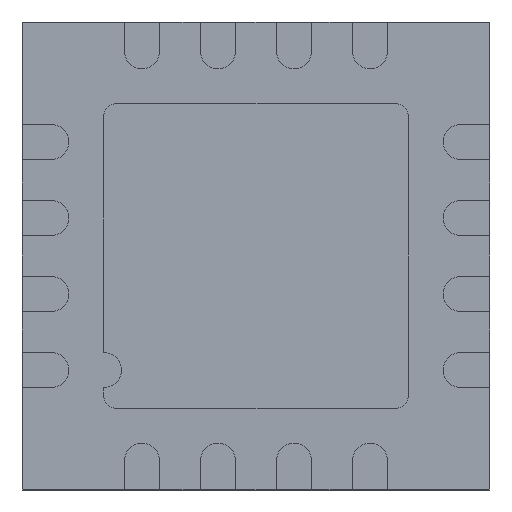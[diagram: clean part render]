
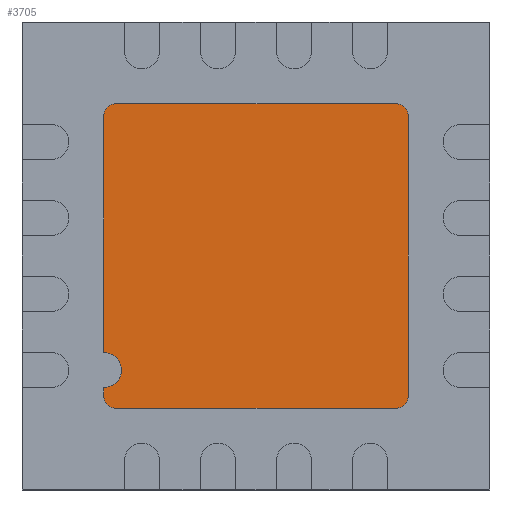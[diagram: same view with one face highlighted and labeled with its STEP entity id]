
A CAD part, front view. The second image highlights one B-rep face of the part: STEP entity #3705.
In plain terms, the highlighted planar face has unit normal (0, -1, 0).
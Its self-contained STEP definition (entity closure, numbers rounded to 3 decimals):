
#60 = ORIENTED_EDGE ( 'NONE', *, *, #354, .T. ) ;
#99 = CARTESIAN_POINT ( 'NONE',  ( -1.2, 0., 1.2 ) ) ;
#354 = EDGE_CURVE ( 'NONE', #5326, #3204, #2465, .T. ) ;
#375 = AXIS2_PLACEMENT_3D ( 'NONE', #99, #5497, #2764 ) ;
#394 = DIRECTION ( 'NONE',  ( 0., 0., 1. ) ) ;
#417 = CARTESIAN_POINT ( 'NONE',  ( -1.2, 0., -1.2 ) ) ;
#467 = CARTESIAN_POINT ( 'NONE',  ( 1.3, 0., -1.2 ) ) ;
#526 = CARTESIAN_POINT ( 'NONE',  ( -1.2, 0., 1.3 ) ) ;
#608 = VERTEX_POINT ( 'NONE', #2754 ) ;
#654 = DIRECTION ( 'NONE',  ( 1., 0., 0. ) ) ;
#701 = VERTEX_POINT ( 'NONE', #1856 ) ;
#720 = AXIS2_PLACEMENT_3D ( 'NONE', #417, #5791, #394 ) ;
#782 = CARTESIAN_POINT ( 'NONE',  ( 1.2, 0., 1.3 ) ) ;
#1091 = ORIENTED_EDGE ( 'NONE', *, *, #4314, .T. ) ;
#1099 = VERTEX_POINT ( 'NONE', #467 ) ;
#1100 = ORIENTED_EDGE ( 'NONE', *, *, #2951, .T. ) ;
#1104 = ORIENTED_EDGE ( 'NONE', *, *, #3181, .T. ) ;
#1105 = VERTEX_POINT ( 'NONE', #2239 ) ;
#1192 = EDGE_CURVE ( 'NONE', #4781, #1105, #3934, .T. ) ;
#1326 = CIRCLE ( 'NONE', #1755, 0.15 ) ;
#1329 = AXIS2_PLACEMENT_3D ( 'NONE', #1896, #4977, #2295 ) ;
#1362 = AXIS2_PLACEMENT_3D ( 'NONE', #2631, #3100, #2202 ) ;
#1435 = ORIENTED_EDGE ( 'NONE', *, *, #3291, .T. ) ;
#1737 = PLANE ( 'NONE',  #1362 ) ;
#1741 = ORIENTED_EDGE ( 'NONE', *, *, #5385, .T. ) ;
#1755 = AXIS2_PLACEMENT_3D ( 'NONE', #5849, #5710, #3031 ) ;
#1828 = VECTOR ( 'NONE', #2396, 1000. ) ;
#1856 = CARTESIAN_POINT ( 'NONE',  ( 1.2, 0., -1.3 ) ) ;
#1890 = DIRECTION ( 'NONE',  ( 0., -1., 0. ) ) ;
#1896 = CARTESIAN_POINT ( 'NONE',  ( 1.2, 0., -1.2 ) ) ;
#1911 = VECTOR ( 'NONE', #3739, 1000. ) ;
#1969 = VERTEX_POINT ( 'NONE', #4737 ) ;
#2053 = CIRCLE ( 'NONE', #5050, 0.1 ) ;
#2202 = DIRECTION ( 'NONE',  ( 0., 0., 1. ) ) ;
#2239 = CARTESIAN_POINT ( 'NONE',  ( -1.3, 0., 1.2 ) ) ;
#2295 = DIRECTION ( 'NONE',  ( 0., 0., -1. ) ) ;
#2386 = DIRECTION ( 'NONE',  ( 0., 0., 1. ) ) ;
#2396 = DIRECTION ( 'NONE',  ( 0., 0., 1. ) ) ;
#2465 = LINE ( 'NONE', #2817, #1911 ) ;
#2586 = CIRCLE ( 'NONE', #1329, 0.1 ) ;
#2631 = CARTESIAN_POINT ( 'NONE',  ( -1.2, 0., -1.2 ) ) ;
#2737 = CARTESIAN_POINT ( 'NONE',  ( 1.3, 0., -1.2 ) ) ;
#2754 = CARTESIAN_POINT ( 'NONE',  ( 1.3, 0., 1.2 ) ) ;
#2764 = DIRECTION ( 'NONE',  ( 0., 0., 1. ) ) ;
#2807 = ORIENTED_EDGE ( 'NONE', *, *, #4929, .T. ) ;
#2817 = CARTESIAN_POINT ( 'NONE',  ( -1.3, 0., -1.2 ) ) ;
#2951 = EDGE_CURVE ( 'NONE', #1105, #1969, #2959, .T. ) ;
#2959 = LINE ( 'NONE', #4536, #3590 ) ;
#3031 = DIRECTION ( 'NONE',  ( 0., 0., -1. ) ) ;
#3064 = CARTESIAN_POINT ( 'NONE',  ( -1.2, 0., 1.3 ) ) ;
#3100 = DIRECTION ( 'NONE',  ( 0., 1., 0. ) ) ;
#3181 = EDGE_CURVE ( 'NONE', #608, #3275, #2053, .T. ) ;
#3204 = VERTEX_POINT ( 'NONE', #5455 ) ;
#3275 = VERTEX_POINT ( 'NONE', #782 ) ;
#3291 = EDGE_CURVE ( 'NONE', #3204, #4198, #4865, .T. ) ;
#3513 = LINE ( 'NONE', #2737, #1828 ) ;
#3590 = VECTOR ( 'NONE', #4954, 1000. ) ;
#3644 = FACE_OUTER_BOUND ( 'NONE', #5467, .T. ) ;
#3705 = ADVANCED_FACE ( 'NONE', ( #3644 ), #1737, .F. ) ;
#3739 = DIRECTION ( 'NONE',  ( 0., 0., -1. ) ) ;
#3934 = CIRCLE ( 'NONE', #375, 0.1 ) ;
#4013 = ORIENTED_EDGE ( 'NONE', *, *, #1192, .T. ) ;
#4121 = VECTOR ( 'NONE', #5785, 1000. ) ;
#4154 = CARTESIAN_POINT ( 'NONE',  ( 1.2, 0., 1.2 ) ) ;
#4187 = EDGE_CURVE ( 'NONE', #1099, #608, #3513, .T. ) ;
#4198 = VERTEX_POINT ( 'NONE', #5489 ) ;
#4265 = EDGE_CURVE ( 'NONE', #4198, #701, #4989, .T. ) ;
#4314 = EDGE_CURVE ( 'NONE', #1969, #5326, #1326, .T. ) ;
#4395 = CARTESIAN_POINT ( 'NONE',  ( -1.3, 0., -1.125 ) ) ;
#4536 = CARTESIAN_POINT ( 'NONE',  ( -1.3, 0., 1.2 ) ) ;
#4728 = CARTESIAN_POINT ( 'NONE',  ( -1.2, 0., -1.3 ) ) ;
#4737 = CARTESIAN_POINT ( 'NONE',  ( -1.3, 0., -0.825 ) ) ;
#4781 = VERTEX_POINT ( 'NONE', #526 ) ;
#4865 = CIRCLE ( 'NONE', #720, 0.1 ) ;
#4869 = ORIENTED_EDGE ( 'NONE', *, *, #4265, .T. ) ;
#4929 = EDGE_CURVE ( 'NONE', #701, #1099, #2586, .T. ) ;
#4954 = DIRECTION ( 'NONE',  ( 0., 0., -1. ) ) ;
#4977 = DIRECTION ( 'NONE',  ( 0., -1., 0. ) ) ;
#4989 = LINE ( 'NONE', #4728, #5545 ) ;
#5050 = AXIS2_PLACEMENT_3D ( 'NONE', #4154, #1890, #2386 ) ;
#5234 = ORIENTED_EDGE ( 'NONE', *, *, #4187, .T. ) ;
#5326 = VERTEX_POINT ( 'NONE', #4395 ) ;
#5385 = EDGE_CURVE ( 'NONE', #3275, #4781, #5679, .T. ) ;
#5455 = CARTESIAN_POINT ( 'NONE',  ( -1.3, 0., -1.2 ) ) ;
#5467 = EDGE_LOOP ( 'NONE', ( #1435, #4869, #2807, #5234, #1104, #1741, #4013, #1100, #1091, #60 ) ) ;
#5489 = CARTESIAN_POINT ( 'NONE',  ( -1.2, 0., -1.3 ) ) ;
#5497 = DIRECTION ( 'NONE',  ( 0., -1., 0. ) ) ;
#5545 = VECTOR ( 'NONE', #654, 1000. ) ;
#5679 = LINE ( 'NONE', #3064, #4121 ) ;
#5710 = DIRECTION ( 'NONE',  ( 0., 1., 0. ) ) ;
#5785 = DIRECTION ( 'NONE',  ( -1., 0., 0. ) ) ;
#5791 = DIRECTION ( 'NONE',  ( 0., -1., 0. ) ) ;
#5849 = CARTESIAN_POINT ( 'NONE',  ( -1.3, 0., -0.975 ) ) ;
